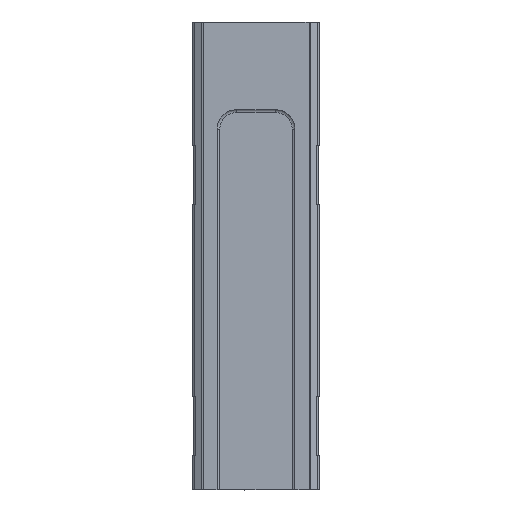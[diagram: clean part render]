
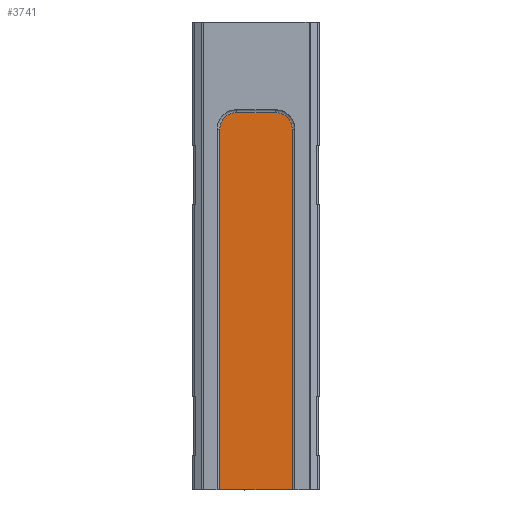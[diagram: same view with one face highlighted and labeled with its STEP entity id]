
A CAD part, top view. The second image highlights one B-rep face of the part: STEP entity #3741.
In plain terms, the highlighted planar face has unit normal (0, 0, 1).
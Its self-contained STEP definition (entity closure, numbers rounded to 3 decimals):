
#1612=CARTESIAN_POINT('',(-11.134,422.03,26.929));
#1613=VERTEX_POINT('',#1612);
#1614=CARTESIAN_POINT('',(11.134,422.03,26.929));
#1615=VERTEX_POINT('',#1614);
#1616=CARTESIAN_POINT('',(-11.134,422.03,26.929));
#1617=DIRECTION('',(1.,0.,-0.));
#1618=VECTOR('',#1617,22.268);
#1619=LINE('',#1616,#1618);
#1620=EDGE_CURVE('',#1613,#1615,#1619,.T.);
#3693=CARTESIAN_POINT('',(0.,0.,26.929));
#3694=DIRECTION('',(0.,0.,1.));
#3695=DIRECTION('',(1.,0.,0.));
#3696=AXIS2_PLACEMENT_3D('',#3693,#3694,#3695);
#3697=PLANE('',#3696);
#3698=ORIENTED_EDGE('',*,*,#1620,.T.);
#3699=CARTESIAN_POINT('',(11.134,533.,26.929));
#3700=VERTEX_POINT('',#3699);
#3701=CARTESIAN_POINT('',(11.134,422.03,26.929));
#3702=DIRECTION('',(0.,1.,0.));
#3703=VECTOR('',#3702,110.97);
#3704=LINE('',#3701,#3703);
#3705=EDGE_CURVE('',#1615,#3700,#3704,.T.);
#3706=ORIENTED_EDGE('',*,*,#3705,.T.);
#3707=CARTESIAN_POINT('',(6.,538.134,26.929));
#3708=VERTEX_POINT('',#3707);
#3709=CARTESIAN_POINT('',(6.,533.,26.929));
#3710=DIRECTION('',(-0.,-0.,1.));
#3711=DIRECTION('',(-1.,0.,0.));
#3712=AXIS2_PLACEMENT_3D('',#3709,#3710,#3711);
#3713=CIRCLE('',#3712,5.134);
#3714=EDGE_CURVE('',#3700,#3708,#3713,.T.);
#3715=ORIENTED_EDGE('',*,*,#3714,.T.);
#3716=CARTESIAN_POINT('',(-6.,538.134,26.929));
#3717=VERTEX_POINT('',#3716);
#3718=CARTESIAN_POINT('',(6.,538.134,26.929));
#3719=DIRECTION('',(-1.,-0.,0.));
#3720=VECTOR('',#3719,12.);
#3721=LINE('',#3718,#3720);
#3722=EDGE_CURVE('',#3708,#3717,#3721,.T.);
#3723=ORIENTED_EDGE('',*,*,#3722,.T.);
#3724=CARTESIAN_POINT('',(-11.134,533.,26.929));
#3725=VERTEX_POINT('',#3724);
#3726=CARTESIAN_POINT('',(-6.,533.,26.929));
#3727=DIRECTION('',(-0.,-0.,1.));
#3728=DIRECTION('',(-1.,0.,0.));
#3729=AXIS2_PLACEMENT_3D('',#3726,#3727,#3728);
#3730=CIRCLE('',#3729,5.134);
#3731=EDGE_CURVE('',#3717,#3725,#3730,.T.);
#3732=ORIENTED_EDGE('',*,*,#3731,.T.);
#3733=CARTESIAN_POINT('',(-11.134,533.,26.929));
#3734=DIRECTION('',(-0.,-1.,-0.));
#3735=VECTOR('',#3734,110.97);
#3736=LINE('',#3733,#3735);
#3737=EDGE_CURVE('',#3725,#1613,#3736,.T.);
#3738=ORIENTED_EDGE('',*,*,#3737,.T.);
#3739=EDGE_LOOP('',(#3698,#3706,#3715,#3723,#3732,#3738));
#3740=FACE_BOUND('',#3739,.T.);
#3741=ADVANCED_FACE('',(#3740),#3697,.T.);
